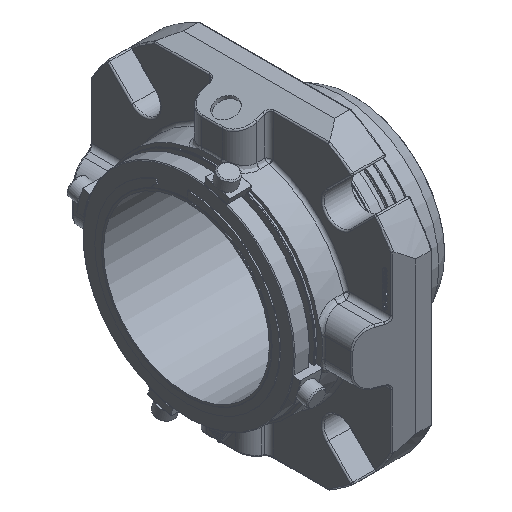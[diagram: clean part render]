
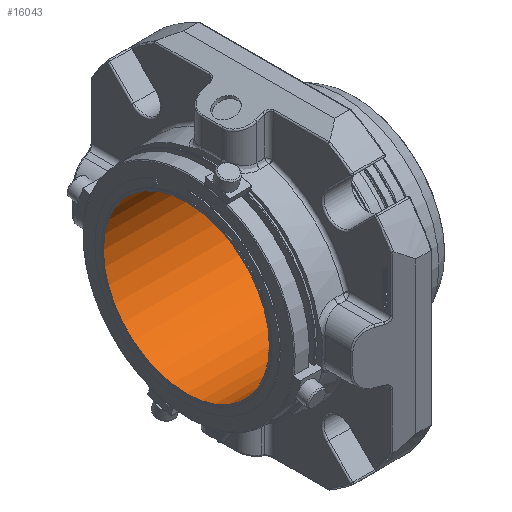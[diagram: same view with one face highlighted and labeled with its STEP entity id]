
A CAD part, isometric view. The second image highlights one B-rep face of the part: STEP entity #16043.
In plain terms, the highlighted cylindrical face has radius 57.15 mm (diameter 114.3 mm), a full revolution.
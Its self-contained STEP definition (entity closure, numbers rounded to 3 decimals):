
#3499=ORIENTED_EDGE('',*,*,#8553,.T.);
#3500=ORIENTED_EDGE('',*,*,#8554,.T.);
#8553=EDGE_CURVE('',#11080,#11080,#12691,.F.);
#8554=EDGE_CURVE('',#11081,#11081,#12692,.F.);
#11080=VERTEX_POINT('',#22999);
#11081=VERTEX_POINT('',#23001);
#12691=CIRCLE('',#17057,57.15);
#12692=CIRCLE('',#17058,57.15);
#13488=EDGE_LOOP('',(#3499));
#13489=EDGE_LOOP('',(#3500));
#14604=FACE_BOUND('',#13488,.T.);
#14605=FACE_BOUND('',#13489,.T.);
#15720=CYLINDRICAL_SURFACE('',#17056,57.15);
#16043=ADVANCED_FACE('',(#14604,#14605),#15720,.F.);
#17056=AXIS2_PLACEMENT_3D('',#22997,#18680,#18681);
#17057=AXIS2_PLACEMENT_3D('',#22998,#18682,#18683);
#17058=AXIS2_PLACEMENT_3D('',#23000,#18684,#18685);
#18680=DIRECTION('',(-1.,0.,0.));
#18681=DIRECTION('',(0.,0.,1.));
#18682=DIRECTION('',(1.,0.,0.));
#18683=DIRECTION('',(0.,1.,0.));
#18684=DIRECTION('',(-1.,0.,0.));
#18685=DIRECTION('',(0.,-1.,0.));
#22997=CARTESIAN_POINT('',(145.503,0.,0.));
#22998=CARTESIAN_POINT('',(-104.927,0.,0.));
#22999=CARTESIAN_POINT('',(-104.927,57.15,0.));
#23000=CARTESIAN_POINT('',(10.998,0.,0.));
#23001=CARTESIAN_POINT('',(10.998,-57.15,0.));
